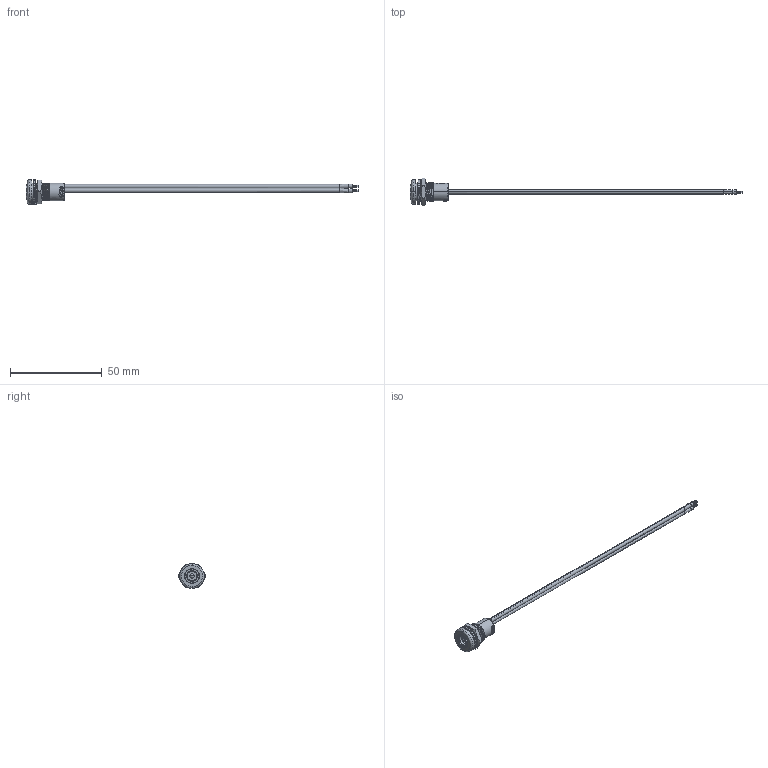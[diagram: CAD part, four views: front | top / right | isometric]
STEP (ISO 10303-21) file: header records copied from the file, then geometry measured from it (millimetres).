
FILE_DESCRIPTION (( 'STEP AP203' ), '1' );
FILE_NAME ('10-03610_revA.STEP', '2020-04-01T16:33:51', ( '' ), ( '' ), 'SwSTEP 2.0', 'SolidWorks 2015', '' );
FILE_SCHEMA (( 'CONFIG_CONTROL_DESIGN' ));
Length unit declared in the file: millimetre
Products named in the file (10): 24-00328_1; 50-00543 insulator_Insulator; 30-00795_5mm; 10-03610_revA; 50-00543; 50-00543 shell_Shell; 56-00001_Helical - Render; 50-00543 center pin_Center pin; 56-00000; 50-00543 spring contact_Terminal
Assembly tree (9 placements, depth 3):
  10-03610_revA
    24-00328_1
    50-00543
      50-00543 center pin_Center pin
      50-00543 insulator_Insulator
      50-00543 spring contact_Terminal
      50-00543 shell_Shell
    56-00000
    56-00001_Helical - Render
    30-00795_5mm
Bounding box: 180.75 x 15.01 x 13.54 mm (x, y, z)
Volume: 2890.2 mm3; surface area: 17914.7 mm2
Topology: 176 solids, 176 shells, 1238 faces, 2555 edges, 1666 vertices
Faces by surface type: cylinder 588, plane 463, bspline 125, torus 50, cone 10, sphere 2
Entity records: 61946 total; most frequent: CARTESIAN_POINT 34695, DIRECTION 5601, ORIENTED_EDGE 5106, EDGE_CURVE 2553, AXIS2_PLACEMENT_3D 2378, VERTEX_POINT 1666, EDGE_LOOP 1431, CIRCLE 1252
